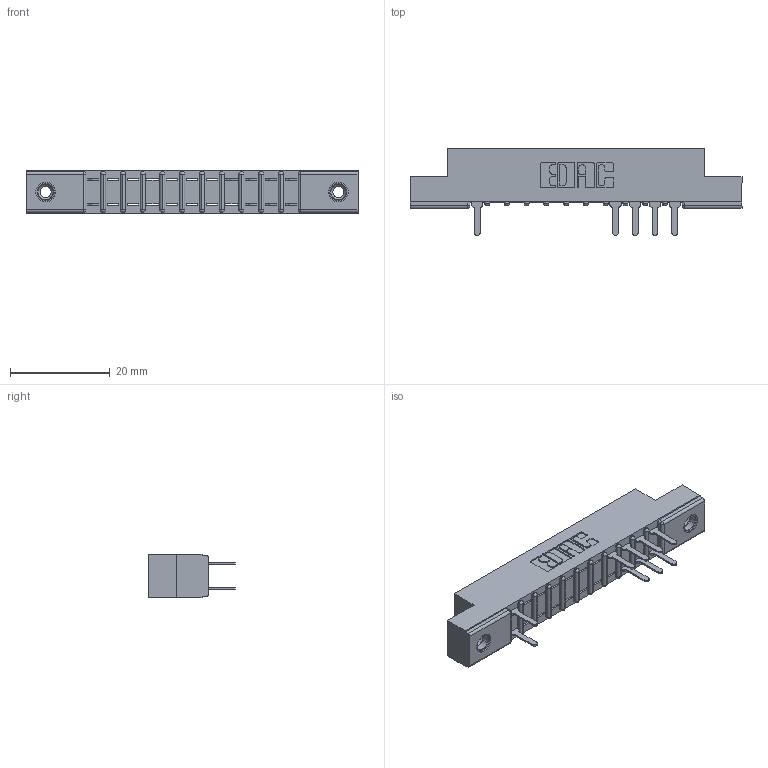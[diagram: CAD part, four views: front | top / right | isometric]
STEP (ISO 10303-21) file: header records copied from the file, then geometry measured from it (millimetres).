
FILE_DESCRIPTION (( 'STEP AP203' ), '1' );
FILE_NAME ('307-022-520-208.STEP', '2018-08-04T04:04:58', ( '' ), ( '' ), 'SwSTEP 2.0', 'SolidWorks 2016', '' );
FILE_SCHEMA (( 'CONFIG_CONTROL_DESIGN' ));
Length unit declared in the file: inch
Products named in the file (4): 307 Part_.156 Dia Mounting Holes; 307-290-001_520; 345-250-001_345-250-003-102; 307-022-520-208
Assembly tree (12 placements, depth 2):
  307-022-520-208
    307 Part_.156 Dia Mounting Holes
    307-290-001_520  x9
    345-250-001_345-250-003-102  x2
Bounding box: 66.6 x 17.42 x 8.71 mm (x, y, z)
Volume: 4189.3 mm3; surface area: 5878 mm2
Topology: 12 solids, 12 shells, 734 faces, 2045 edges, 1310 vertices
Faces by surface type: plane 459, cylinder 235, sphere 24, cone 12, torus 4
Entity records: 14341 total; most frequent: CARTESIAN_POINT 2393, ORIENTED_EDGE 2374, DIRECTION 2353, EDGE_CURVE 1187, LINE 897, VECTOR 897, VERTEX_POINT 768, AXIS2_PLACEMENT_3D 728
